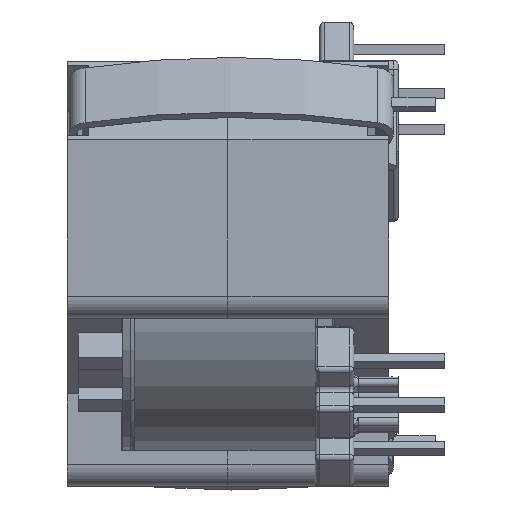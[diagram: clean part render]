
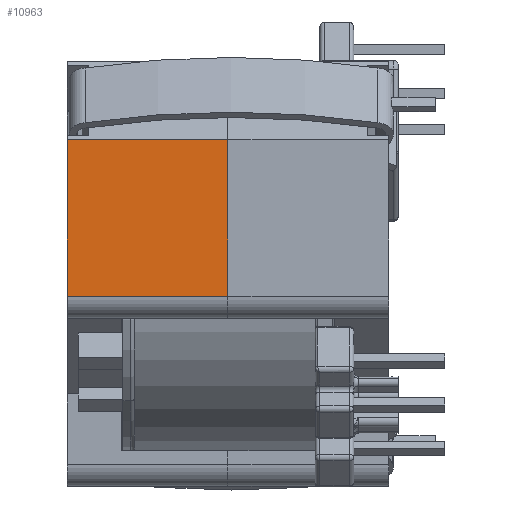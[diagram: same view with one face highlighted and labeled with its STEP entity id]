
A CAD part, left-side view. The second image highlights one B-rep face of the part: STEP entity #10963.
In plain terms, the highlighted face is planar.
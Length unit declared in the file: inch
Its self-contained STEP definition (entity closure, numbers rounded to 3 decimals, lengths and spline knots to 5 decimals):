
#196 = ORIENTED_EDGE ( 'NONE', *, *, #3848, .F. ) ;
#204 = EDGE_CURVE ( 'NONE', #9236, #9267, #1418, .T. ) ;
#292 = LINE ( 'NONE', #669, #2396 ) ;
#392 = CARTESIAN_POINT ( 'NONE',  ( 0., -0.28858, 0. ) ) ;
#484 = EDGE_CURVE ( 'NONE', #7916, #11119, #292, .T. ) ;
#669 = CARTESIAN_POINT ( 'NONE',  ( 0., 0., -0.28858 ) ) ;
#818 = EDGE_LOOP ( 'NONE', ( #196, #10011, #8632, #4056 ) ) ;
#1284 = DIRECTION ( 'NONE',  ( 0., 0.707, -0.707 ) ) ;
#1313 = CARTESIAN_POINT ( 'NONE',  ( 0.36811, -0.28858, 0. ) ) ;
#1418 = LINE ( 'NONE', #5165, #8507 ) ;
#2396 = VECTOR ( 'NONE', #6924, 39.37008 ) ;
#2459 = CARTESIAN_POINT ( 'NONE',  ( 0., 0., -0.28858 ) ) ;
#2685 = LINE ( 'NONE', #1313, #7409 ) ;
#2879 = CARTESIAN_POINT ( 'NONE',  ( 0., -0.28858, 0. ) ) ;
#3848 = EDGE_CURVE ( 'NONE', #9236, #7916, #10470, .T. ) ;
#4007 = DIRECTION ( 'NONE',  ( 0., 0.707, -0.707 ) ) ;
#4056 = ORIENTED_EDGE ( 'NONE', *, *, #484, .F. ) ;
#4240 = FACE_OUTER_BOUND ( 'NONE', #818, .T. ) ;
#4332 = AXIS2_PLACEMENT_3D ( 'NONE', #392, #9304, #4007 ) ;
#5165 = CARTESIAN_POINT ( 'NONE',  ( 0.36811, -0.25323, -0.03536 ) ) ;
#5810 = EDGE_CURVE ( 'NONE', #9267, #11119, #2685, .T. ) ;
#6060 = CARTESIAN_POINT ( 'NONE',  ( 0.36811, 0., -0.28858 ) ) ;
#6924 = DIRECTION ( 'NONE',  ( 1., 0., 0. ) ) ;
#7409 = VECTOR ( 'NONE', #1284, 39.37008 ) ;
#7916 = VERTEX_POINT ( 'NONE', #2459 ) ;
#8234 = DIRECTION ( 'NONE',  ( 0., 0.707, -0.707 ) ) ;
#8327 = CARTESIAN_POINT ( 'NONE',  ( 0., -0.25323, -0.03536 ) ) ;
#8507 = VECTOR ( 'NONE', #11347, 39.37008 ) ;
#8632 = ORIENTED_EDGE ( 'NONE', *, *, #5810, .T. ) ;
#9236 = VERTEX_POINT ( 'NONE', #8327 ) ;
#9267 = VERTEX_POINT ( 'NONE', #10147 ) ;
#9304 = DIRECTION ( 'NONE',  ( 0., -0.707, -0.707 ) ) ;
#10011 = ORIENTED_EDGE ( 'NONE', *, *, #204, .T. ) ;
#10147 = CARTESIAN_POINT ( 'NONE',  ( 0.36811, -0.25323, -0.03536 ) ) ;
#10166 = PLANE ( 'NONE',  #4332 ) ;
#10189 = VECTOR ( 'NONE', #8234, 39.37008 ) ;
#10470 = LINE ( 'NONE', #2879, #10189 ) ;
#10963 = ADVANCED_FACE ( 'NONE', ( #4240 ), #10166, .F. ) ;
#11119 = VERTEX_POINT ( 'NONE', #6060 ) ;
#11347 = DIRECTION ( 'NONE',  ( 1., 0., 0. ) ) ;
